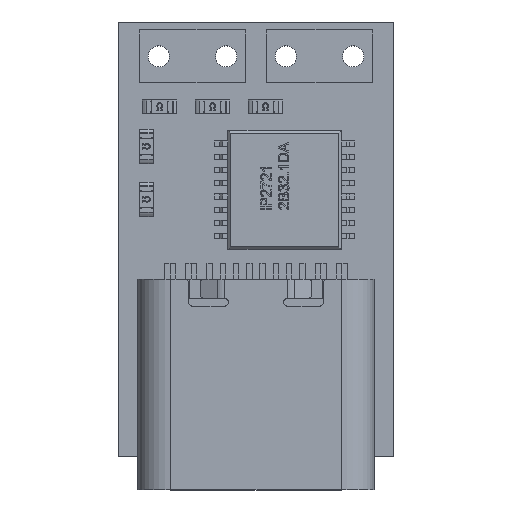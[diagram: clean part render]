
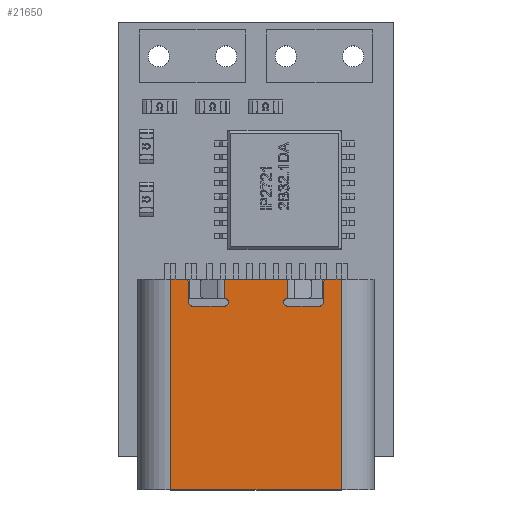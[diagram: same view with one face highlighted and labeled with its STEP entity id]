
A CAD part, top view. The second image highlights one B-rep face of the part: STEP entity #21650.
In plain terms, the highlighted planar face has unit normal (0, 0, 1).
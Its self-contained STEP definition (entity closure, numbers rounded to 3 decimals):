
#682=CIRCLE('',#22989,0.15);
#684=CIRCLE('',#22992,0.15);
#685=CIRCLE('',#22993,0.15);
#686=CIRCLE('',#22994,0.15);
#687=CIRCLE('',#22995,0.15);
#688=CIRCLE('',#22996,0.15);
#1435=FACE_OUTER_BOUND('',#2652,.T.);
#2652=EDGE_LOOP('',(#14362,#14363,#14364,#14365,#14366,#14367,#14368,#14369,
#14370,#14371,#14372,#14373,#14374,#14375,#14376,#14377,#14378,#14379));
#3921=LINE('',#29471,#6494);
#3922=LINE('',#29475,#6495);
#3923=LINE('',#29479,#6496);
#3924=LINE('',#29481,#6497);
#3925=LINE('',#29483,#6498);
#3926=LINE('',#29487,#6499);
#3927=LINE('',#29491,#6500);
#3928=LINE('',#29495,#6501);
#3929=LINE('',#29497,#6502);
#3930=LINE('',#29499,#6503);
#3931=LINE('',#29501,#6504);
#3932=LINE('',#29502,#6505);
#6494=VECTOR('',#24292,10.);
#6495=VECTOR('',#24295,10.);
#6496=VECTOR('',#24298,10.);
#6497=VECTOR('',#24299,10.);
#6498=VECTOR('',#24300,10.);
#6499=VECTOR('',#24303,10.);
#6500=VECTOR('',#24306,10.);
#6501=VECTOR('',#24309,10.);
#6502=VECTOR('',#24310,10.);
#6503=VECTOR('',#24311,10.);
#6504=VECTOR('',#24312,10.);
#6505=VECTOR('',#24313,10.);
#9068=VERTEX_POINT('',#29461);
#9069=VERTEX_POINT('',#29462);
#9072=VERTEX_POINT('',#29470);
#9073=VERTEX_POINT('',#29472);
#9074=VERTEX_POINT('',#29474);
#9075=VERTEX_POINT('',#29476);
#9076=VERTEX_POINT('',#29478);
#9077=VERTEX_POINT('',#29480);
#9078=VERTEX_POINT('',#29482);
#9079=VERTEX_POINT('',#29484);
#9080=VERTEX_POINT('',#29486);
#9081=VERTEX_POINT('',#29488);
#9082=VERTEX_POINT('',#29490);
#9083=VERTEX_POINT('',#29492);
#9084=VERTEX_POINT('',#29494);
#9085=VERTEX_POINT('',#29496);
#9086=VERTEX_POINT('',#29498);
#9087=VERTEX_POINT('',#29500);
#11146=EDGE_CURVE('',#9068,#9069,#682,.T.);
#11150=EDGE_CURVE('',#9068,#9072,#3921,.T.);
#11151=EDGE_CURVE('',#9073,#9072,#684,.T.);
#11152=EDGE_CURVE('',#9073,#9074,#3922,.T.);
#11153=EDGE_CURVE('',#9075,#9074,#685,.T.);
#11154=EDGE_CURVE('',#9075,#9076,#3923,.T.);
#11155=EDGE_CURVE('',#9077,#9076,#3924,.T.);
#11156=EDGE_CURVE('',#9077,#9078,#3925,.T.);
#11157=EDGE_CURVE('',#9079,#9078,#686,.T.);
#11158=EDGE_CURVE('',#9079,#9080,#3926,.T.);
#11159=EDGE_CURVE('',#9081,#9080,#687,.T.);
#11160=EDGE_CURVE('',#9081,#9082,#3927,.T.);
#11161=EDGE_CURVE('',#9083,#9082,#688,.T.);
#11162=EDGE_CURVE('',#9084,#9083,#3928,.T.);
#11163=EDGE_CURVE('',#9085,#9084,#3929,.T.);
#11164=EDGE_CURVE('',#9085,#9086,#3930,.T.);
#11165=EDGE_CURVE('',#9086,#9087,#3931,.T.);
#11166=EDGE_CURVE('',#9069,#9087,#3932,.T.);
#14362=ORIENTED_EDGE('',*,*,#11146,.F.);
#14363=ORIENTED_EDGE('',*,*,#11150,.T.);
#14364=ORIENTED_EDGE('',*,*,#11151,.F.);
#14365=ORIENTED_EDGE('',*,*,#11152,.T.);
#14366=ORIENTED_EDGE('',*,*,#11153,.F.);
#14367=ORIENTED_EDGE('',*,*,#11154,.T.);
#14368=ORIENTED_EDGE('',*,*,#11155,.F.);
#14369=ORIENTED_EDGE('',*,*,#11156,.T.);
#14370=ORIENTED_EDGE('',*,*,#11157,.F.);
#14371=ORIENTED_EDGE('',*,*,#11158,.T.);
#14372=ORIENTED_EDGE('',*,*,#11159,.F.);
#14373=ORIENTED_EDGE('',*,*,#11160,.T.);
#14374=ORIENTED_EDGE('',*,*,#11161,.F.);
#14375=ORIENTED_EDGE('',*,*,#11162,.F.);
#14376=ORIENTED_EDGE('',*,*,#11163,.F.);
#14377=ORIENTED_EDGE('',*,*,#11164,.T.);
#14378=ORIENTED_EDGE('',*,*,#11165,.T.);
#14379=ORIENTED_EDGE('',*,*,#11166,.F.);
#20755=PLANE('',#22991);
#21650=ADVANCED_FACE('',(#1435),#20755,.T.);
#22989=AXIS2_PLACEMENT_3D('',#29463,#24284,#24285);
#22991=AXIS2_PLACEMENT_3D('',#29469,#24290,#24291);
#22992=AXIS2_PLACEMENT_3D('',#29473,#24293,#24294);
#22993=AXIS2_PLACEMENT_3D('',#29477,#24296,#24297);
#22994=AXIS2_PLACEMENT_3D('',#29485,#24301,#24302);
#22995=AXIS2_PLACEMENT_3D('',#29489,#24304,#24305);
#22996=AXIS2_PLACEMENT_3D('',#29493,#24307,#24308);
#24284=DIRECTION('center_axis',(0.,0.,-1.));
#24285=DIRECTION('ref_axis',(-0.707,0.707,0.));
#24290=DIRECTION('center_axis',(0.,0.,1.));
#24291=DIRECTION('ref_axis',(1.,0.,0.));
#24292=DIRECTION('',(0.,-1.,0.));
#24293=DIRECTION('center_axis',(0.,0.,1.));
#24294=DIRECTION('ref_axis',(0.707,-0.707,0.));
#24295=DIRECTION('',(-1.,0.,0.));
#24296=DIRECTION('center_axis',(0.,0.,1.));
#24297=DIRECTION('ref_axis',(-0.707,0.707,0.));
#24298=DIRECTION('',(0.,1.,0.));
#24299=DIRECTION('',(1.,0.,0.));
#24300=DIRECTION('',(0.,-1.,0.));
#24301=DIRECTION('center_axis',(0.,0.,1.));
#24302=DIRECTION('ref_axis',(0.707,-0.707,0.));
#24303=DIRECTION('',(-1.,0.,0.));
#24304=DIRECTION('center_axis',(0.,0.,1.));
#24305=DIRECTION('ref_axis',(-0.707,-0.707,0.));
#24306=DIRECTION('',(0.,1.,0.));
#24307=DIRECTION('center_axis',(0.,0.,-1.));
#24308=DIRECTION('ref_axis',(0.707,0.707,0.));
#24309=DIRECTION('',(1.,0.,0.));
#24310=DIRECTION('',(0.,1.,0.));
#24311=DIRECTION('',(1.,0.,0.));
#24312=DIRECTION('',(0.,1.,0.));
#24313=DIRECTION('',(1.,0.,0.));
#29461=CARTESIAN_POINT('',(2.546,7.33,2.06));
#29462=CARTESIAN_POINT('',(2.696,7.48,2.06));
#29463=CARTESIAN_POINT('Origin',(2.696,7.33,2.06));
#29469=CARTESIAN_POINT('Origin',(-3.224,-0.48,2.06));
#29470=CARTESIAN_POINT('',(2.546,6.61,2.06));
#29471=CARTESIAN_POINT('',(2.546,3.5,2.06));
#29472=CARTESIAN_POINT('',(2.396,6.46,2.06));
#29473=CARTESIAN_POINT('Origin',(2.396,6.61,2.06));
#29474=CARTESIAN_POINT('',(1.196,6.46,2.06));
#29475=CARTESIAN_POINT('',(-1.089,6.46,2.06));
#29476=CARTESIAN_POINT('',(1.196,6.76,2.06));
#29477=CARTESIAN_POINT('Origin',(1.196,6.61,2.06));
#29478=CARTESIAN_POINT('',(1.196,7.48,2.06));
#29479=CARTESIAN_POINT('',(1.196,2.99,2.06));
#29480=CARTESIAN_POINT('',(-1.196,7.48,2.06));
#29481=CARTESIAN_POINT('',(-3.224,7.48,2.06));
#29482=CARTESIAN_POINT('',(-1.196,6.76,2.06));
#29483=CARTESIAN_POINT('',(-1.196,3.5,2.06));
#29484=CARTESIAN_POINT('',(-1.196,6.46,2.06));
#29485=CARTESIAN_POINT('Origin',(-1.196,6.61,2.06));
#29486=CARTESIAN_POINT('',(-2.396,6.46,2.06));
#29487=CARTESIAN_POINT('',(-2.21,6.46,2.06));
#29488=CARTESIAN_POINT('',(-2.546,6.61,2.06));
#29489=CARTESIAN_POINT('Origin',(-2.396,6.61,2.06));
#29490=CARTESIAN_POINT('',(-2.546,7.33,2.06));
#29491=CARTESIAN_POINT('',(-2.546,2.99,2.06));
#29492=CARTESIAN_POINT('',(-2.696,7.48,2.06));
#29493=CARTESIAN_POINT('Origin',(-2.696,7.33,2.06));
#29494=CARTESIAN_POINT('',(-3.224,7.48,2.06));
#29495=CARTESIAN_POINT('',(-3.224,7.48,2.06));
#29496=CARTESIAN_POINT('',(-3.224,-0.48,2.06));
#29497=CARTESIAN_POINT('',(-3.224,-0.48,2.06));
#29498=CARTESIAN_POINT('',(3.224,-0.48,2.06));
#29499=CARTESIAN_POINT('',(-3.224,-0.48,2.06));
#29500=CARTESIAN_POINT('',(3.224,7.48,2.06));
#29501=CARTESIAN_POINT('',(3.224,-0.48,2.06));
#29502=CARTESIAN_POINT('',(-3.224,7.48,2.06));
